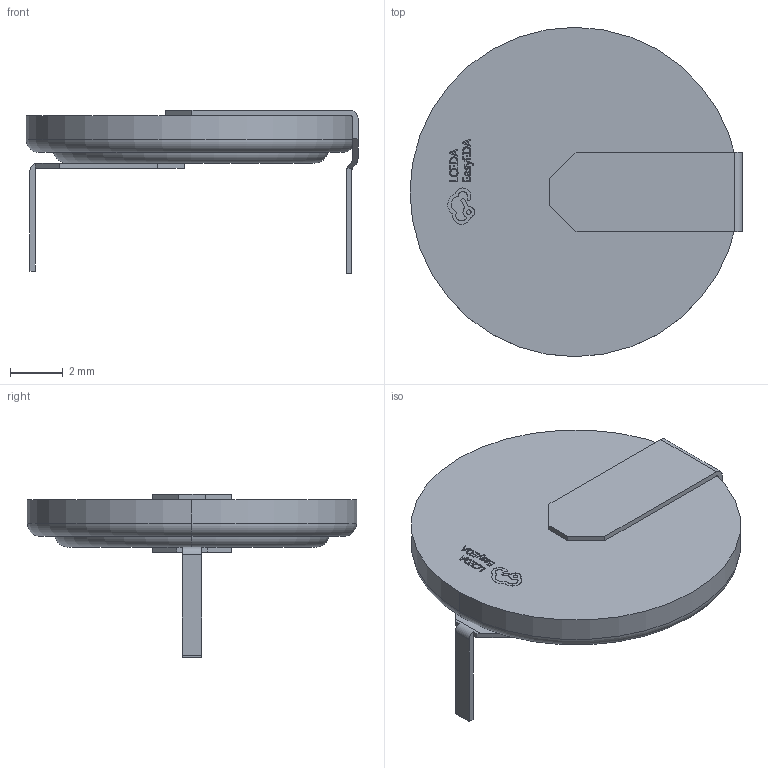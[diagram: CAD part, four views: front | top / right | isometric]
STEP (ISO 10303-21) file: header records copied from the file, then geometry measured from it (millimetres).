
FILE_DESCRIPTION (( 'STEP AP214' ), '1' );
FILE_NAME ('BAT-TH_CR1220-12.step', '2022-06-16T11:06:54', ( '' ), ( '' ), 'SwSTEP 2.0', 'SolidWorks 2020', '' );
FILE_SCHEMA (( 'AUTOMOTIVE_DESIGN' ));
Length unit declared in the file: millimetre
Products named in the file (1): BAT-TH_CR1220-12
Bounding box: 12.6 x 12.5 x 6.2 mm (x, y, z)
Volume: 211.5 mm3; surface area: 402.2 mm2
Topology: 3 solids, 3 shells, 274 faces, 740 edges, 492 vertices
Faces by surface type: plane 163, bspline 98, cylinder 9, torus 4
Entity records: 12114 total; most frequent: CARTESIAN_POINT 2843, ORIENTED_EDGE 1480, DIRECTION 908, EDGE_CURVE 740, VECTOR 506, LINE 506, VERTEX_POINT 492, EDGE_LOOP 294
